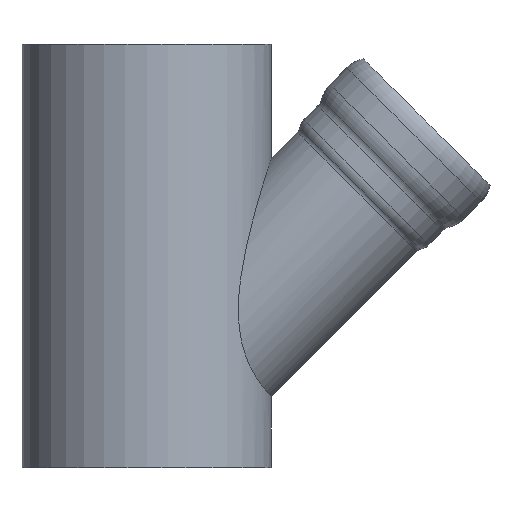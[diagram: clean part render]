
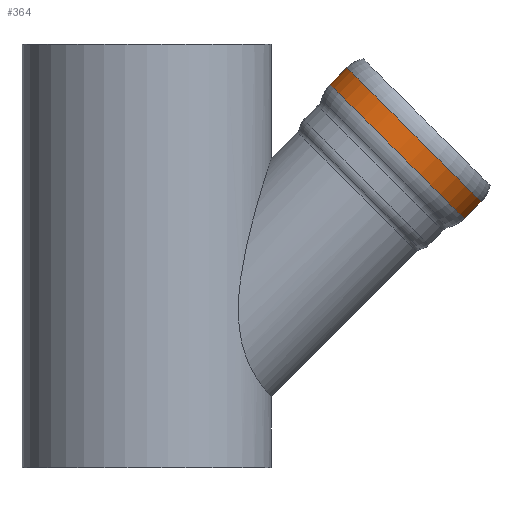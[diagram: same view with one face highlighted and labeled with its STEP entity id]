
A CAD part, front view. The second image highlights one B-rep face of the part: STEP entity #364.
In plain terms, the highlighted cylindrical face has radius 1234 mm (diameter 2468 mm), a full revolution.
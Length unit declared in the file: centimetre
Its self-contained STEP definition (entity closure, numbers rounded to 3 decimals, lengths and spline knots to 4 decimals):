
#46=CIRCLE('',#432,123.4);
#47=CIRCLE('',#433,123.4);
#49=CIRCLE('',#436,123.4);
#50=CIRCLE('',#437,123.4);
#87=FACE_OUTER_BOUND('',#113,.T.);
#113=EDGE_LOOP('',(#270,#271,#272,#273,#274,#275));
#148=VERTEX_POINT('',#920);
#149=VERTEX_POINT('',#921);
#150=VERTEX_POINT('',#926);
#151=VERTEX_POINT('',#927);
#191=EDGE_CURVE('',#148,#149,#46,.T.);
#192=EDGE_CURVE('',#149,#148,#47,.T.);
#194=EDGE_CURVE('',#150,#151,#49,.T.);
#195=EDGE_CURVE('',#150,#148,#394,.T.);
#196=EDGE_CURVE('',#151,#150,#50,.T.);
#270=ORIENTED_EDGE('',*,*,#194,.F.);
#271=ORIENTED_EDGE('',*,*,#195,.T.);
#272=ORIENTED_EDGE('',*,*,#191,.T.);
#273=ORIENTED_EDGE('',*,*,#192,.T.);
#274=ORIENTED_EDGE('',*,*,#195,.F.);
#275=ORIENTED_EDGE('',*,*,#196,.F.);
#350=CYLINDRICAL_SURFACE('',#435,123.4);
#364=ADVANCED_FACE('',(#87),#350,.T.);
#394=LINE('',#929,#407);
#407=VECTOR('',#533,123.4);
#432=AXIS2_PLACEMENT_3D('',#922,#523,#524);
#433=AXIS2_PLACEMENT_3D('',#923,#525,#526);
#435=AXIS2_PLACEMENT_3D('',#925,#529,#530);
#436=AXIS2_PLACEMENT_3D('',#928,#531,#532);
#437=AXIS2_PLACEMENT_3D('',#930,#534,#535);
#523=DIRECTION('center_axis',(0.707,0.,0.707));
#524=DIRECTION('ref_axis',(0.707,0.,-0.707));
#525=DIRECTION('center_axis',(0.707,0.,0.707));
#526=DIRECTION('ref_axis',(0.707,0.,-0.707));
#529=DIRECTION('center_axis',(0.707,0.,0.707));
#530=DIRECTION('ref_axis',(0.707,0.,-0.707));
#531=DIRECTION('center_axis',(0.707,0.,0.707));
#532=DIRECTION('ref_axis',(0.707,0.,-0.707));
#533=DIRECTION('',(-0.707,0.,-0.707));
#534=DIRECTION('center_axis',(0.707,0.,0.707));
#535=DIRECTION('ref_axis',(0.707,0.,-0.707));
#920=CARTESIAN_POINT('',(238.6185,0.,498.1324));
#921=CARTESIAN_POINT('',(325.8755,123.4,410.8755));
#922=CARTESIAN_POINT('Origin',(325.8755,0.,410.8755));
#923=CARTESIAN_POINT('Origin',(325.8755,0.,410.8755));
#925=CARTESIAN_POINT('Origin',(336.7297,0.,421.7297));
#926=CARTESIAN_POINT('',(260.3269,0.,519.8409));
#927=CARTESIAN_POINT('',(347.5839,123.4,432.5839));
#928=CARTESIAN_POINT('Origin',(347.5839,0.,432.5839));
#929=CARTESIAN_POINT('',(249.4727,0.,508.9866));
#930=CARTESIAN_POINT('Origin',(347.5839,0.,432.5839));
